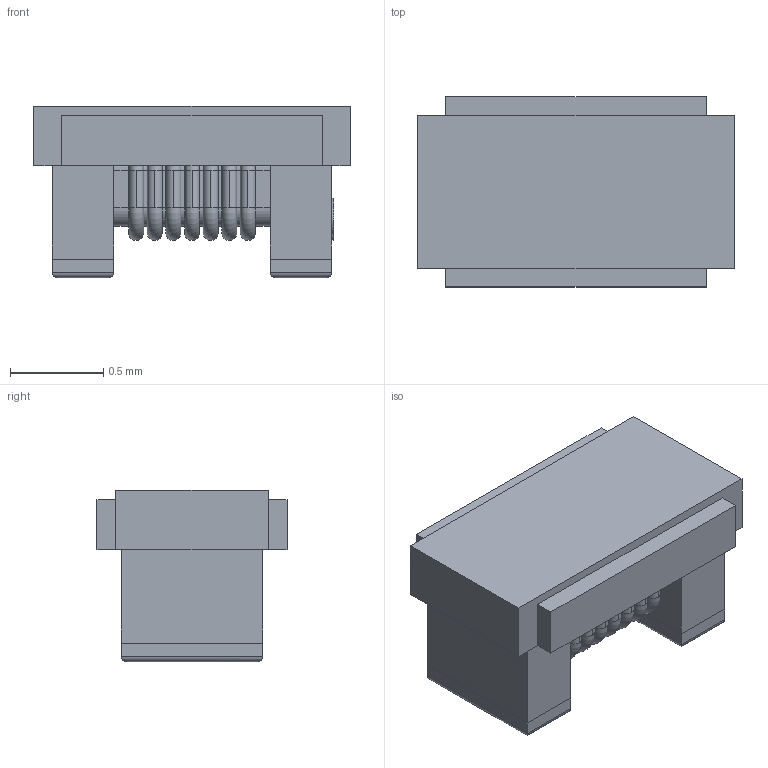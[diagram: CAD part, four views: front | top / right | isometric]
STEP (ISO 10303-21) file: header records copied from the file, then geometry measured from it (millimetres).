
FILE_DESCRIPTION (( 'STEP AP214' ), '1' );
FILE_NAME ('IND-SMD_L1.7-W1.0-1.STEP', '2022-07-17T09:06:29', ( '' ), ( '' ), 'SwSTEP 2.0', 'SolidWorks 2020', '' );
FILE_SCHEMA (( 'AUTOMOTIVE_DESIGN' ));
Length unit declared in the file: millimetre
Products named in the file (1): IND-SMD_L1.7-W1.0-1
Bounding box: 1.7 x 1.02 x 0.92 mm (x, y, z)
Volume: 0.9 mm3; surface area: 16 mm2
Topology: 6 solids, 6 shells, 432 faces, 1080 edges, 680 vertices
Faces by surface type: plane 203, cylinder 103, bspline 98, torus 28
Entity records: 18077 total; most frequent: CARTESIAN_POINT 3523, ORIENTED_EDGE 2160, DIRECTION 1732, EDGE_CURVE 1080, VECTOR 682, LINE 682, VERTEX_POINT 680, AXIS2_PLACEMENT_3D 525
